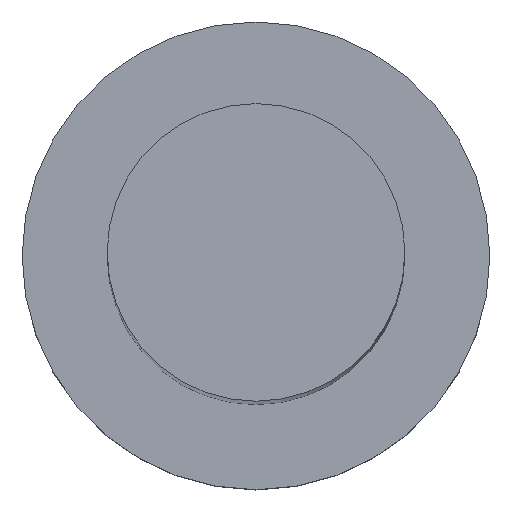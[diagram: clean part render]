
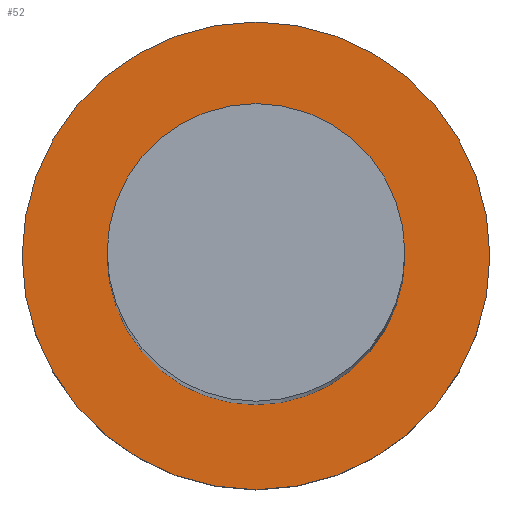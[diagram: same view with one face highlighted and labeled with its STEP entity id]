
A CAD part, top view. The second image highlights one B-rep face of the part: STEP entity #52.
In plain terms, the highlighted planar face has unit normal (0, 0, 1).
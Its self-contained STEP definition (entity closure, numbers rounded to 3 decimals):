
#12 = VERTEX_POINT ( 'NONE', #252 ) ;
#15 = VERTEX_POINT ( 'NONE', #101 ) ;
#20 = CARTESIAN_POINT ( 'NONE',  ( 0., 0., 7. ) ) ;
#21 = CIRCLE ( 'NONE', #106, 7. ) ;
#26 = EDGE_LOOP ( 'NONE', ( #111, #144 ) ) ;
#34 = CARTESIAN_POINT ( 'NONE',  ( 0., 0., 7. ) ) ;
#40 = AXIS2_PLACEMENT_3D ( 'NONE', #72, #185, #78 ) ;
#42 = EDGE_CURVE ( 'NONE', #76, #12, #21, .T. ) ;
#52 = ADVANCED_FACE ( 'NONE', ( #90, #135 ), #68, .T. ) ;
#68 = PLANE ( 'NONE',  #130 ) ;
#72 = CARTESIAN_POINT ( 'NONE',  ( 0., 0., 7. ) ) ;
#75 = CARTESIAN_POINT ( 'NONE',  ( 0., 0., 7. ) ) ;
#76 = VERTEX_POINT ( 'NONE', #216 ) ;
#78 = DIRECTION ( 'NONE',  ( 1., 0., 0. ) ) ;
#80 = DIRECTION ( 'NONE',  ( 1., 0., 0. ) ) ;
#90 = FACE_BOUND ( 'NONE', #178, .T. ) ;
#97 = CARTESIAN_POINT ( 'NONE',  ( 11., 0., 7. ) ) ;
#101 = CARTESIAN_POINT ( 'NONE',  ( -11., 0., 7. ) ) ;
#106 = AXIS2_PLACEMENT_3D ( 'NONE', #34, #253, #80 ) ;
#111 = ORIENTED_EDGE ( 'NONE', *, *, #174, .T. ) ;
#116 = CIRCLE ( 'NONE', #193, 11. ) ;
#118 = CIRCLE ( 'NONE', #120, 7. ) ;
#120 = AXIS2_PLACEMENT_3D ( 'NONE', #20, #168, #150 ) ;
#125 = CARTESIAN_POINT ( 'NONE',  ( 0., 0., 7. ) ) ;
#130 = AXIS2_PLACEMENT_3D ( 'NONE', #125, #212, #137 ) ;
#135 = FACE_OUTER_BOUND ( 'NONE', #26, .T. ) ;
#137 = DIRECTION ( 'NONE',  ( 1., 0., 0. ) ) ;
#144 = ORIENTED_EDGE ( 'NONE', *, *, #158, .T. ) ;
#146 = DIRECTION ( 'NONE',  ( 1., 0., 0. ) ) ;
#150 = DIRECTION ( 'NONE',  ( 1., 0., 0. ) ) ;
#154 = CIRCLE ( 'NONE', #40, 11. ) ;
#158 = EDGE_CURVE ( 'NONE', #233, #15, #154, .T. ) ;
#164 = DIRECTION ( 'NONE',  ( 0., 0., 1. ) ) ;
#168 = DIRECTION ( 'NONE',  ( 0., 0., 1. ) ) ;
#174 = EDGE_CURVE ( 'NONE', #15, #233, #116, .T. ) ;
#178 = EDGE_LOOP ( 'NONE', ( #218, #222 ) ) ;
#185 = DIRECTION ( 'NONE',  ( 0., 0., 1. ) ) ;
#193 = AXIS2_PLACEMENT_3D ( 'NONE', #75, #164, #146 ) ;
#212 = DIRECTION ( 'NONE',  ( 0., 0., 1. ) ) ;
#216 = CARTESIAN_POINT ( 'NONE',  ( 7., 0., 7. ) ) ;
#218 = ORIENTED_EDGE ( 'NONE', *, *, #236, .F. ) ;
#222 = ORIENTED_EDGE ( 'NONE', *, *, #42, .F. ) ;
#233 = VERTEX_POINT ( 'NONE', #97 ) ;
#236 = EDGE_CURVE ( 'NONE', #12, #76, #118, .T. ) ;
#252 = CARTESIAN_POINT ( 'NONE',  ( -7., 0., 7. ) ) ;
#253 = DIRECTION ( 'NONE',  ( 0., 0., 1. ) ) ;
